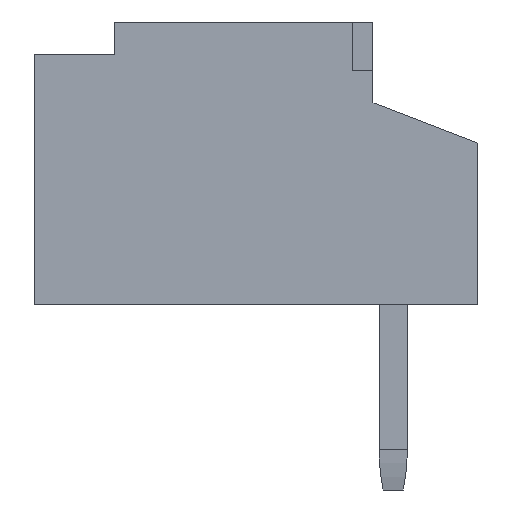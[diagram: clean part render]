
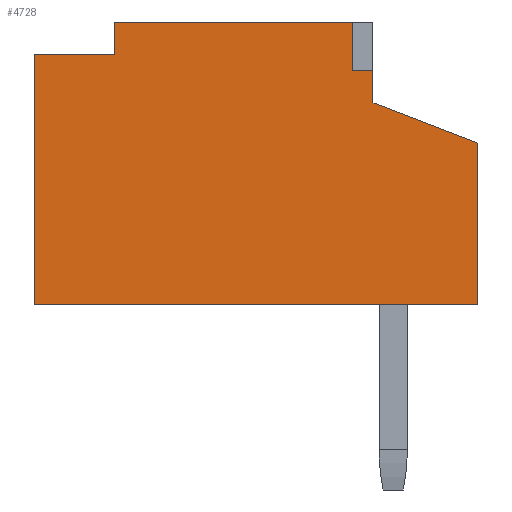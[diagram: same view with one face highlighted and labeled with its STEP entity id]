
A CAD part, left-side view. The second image highlights one B-rep face of the part: STEP entity #4728.
In plain terms, the highlighted planar face has unit normal (-1, 0, 0).
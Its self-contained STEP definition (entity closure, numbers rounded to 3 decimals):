
#9=DIRECTION('',(0.,0.,1.));
#10=VECTOR('',#9,2.);
#11=CARTESIAN_POINT('',(-6.5,-4.525,-1.9));
#12=LINE('',#11,#10);
#25=DIRECTION('',(0.,1.,0.));
#26=VECTOR('',#25,0.25);
#27=CARTESIAN_POINT('',(-6.5,-3.225,1.));
#28=LINE('',#27,#26);
#29=DIRECTION('',(0.,0.,-1.));
#30=VECTOR('',#29,0.4);
#31=CARTESIAN_POINT('',(-6.5,-3.225,1.));
#32=LINE('',#31,#30);
#33=DIRECTION('',(0.,0.933,0.359));
#34=VECTOR('',#33,1.393);
#35=CARTESIAN_POINT('',(-6.5,-4.525,0.1));
#36=LINE('',#35,#34);
#37=DIRECTION('',(0.,1.,0.));
#38=VECTOR('',#37,5.5);
#39=CARTESIAN_POINT('',(-6.5,-4.525,-1.9));
#40=LINE('',#39,#38);
#41=DIRECTION('',(0.,-1.,0.));
#42=VECTOR('',#41,1.);
#43=CARTESIAN_POINT('',(-6.5,0.975,1.2));
#44=LINE('',#43,#42);
#45=DIRECTION('',(0.,0.,-1.));
#46=VECTOR('',#45,0.4);
#47=CARTESIAN_POINT('',(-6.5,-0.025,1.6));
#48=LINE('',#47,#46);
#49=DIRECTION('',(0.,0.,-1.));
#50=VECTOR('',#49,0.6);
#51=CARTESIAN_POINT('',(-6.5,-2.975,1.6));
#52=LINE('',#51,#50);
#197=DIRECTION('',(0.,1.,0.));
#198=VECTOR('',#197,2.95);
#199=CARTESIAN_POINT('',(-6.5,-2.975,1.6));
#200=LINE('',#199,#198);
#289=DIRECTION('',(0.,0.,1.));
#290=VECTOR('',#289,3.1);
#291=CARTESIAN_POINT('',(-6.5,0.975,-1.9));
#292=LINE('',#291,#290);
#3565=CARTESIAN_POINT('',(-6.5,-4.525,-1.9));
#3566=CARTESIAN_POINT('',(-6.5,0.975,-1.9));
#3567=VERTEX_POINT('',#3565);
#3568=VERTEX_POINT('',#3566);
#3597=CARTESIAN_POINT('',(-6.5,-0.025,1.6));
#3598=CARTESIAN_POINT('',(-6.5,-0.025,1.2));
#3599=VERTEX_POINT('',#3597);
#3600=VERTEX_POINT('',#3598);
#3613=CARTESIAN_POINT('',(-6.5,0.975,1.2));
#3614=VERTEX_POINT('',#3613);
#4113=CARTESIAN_POINT('',(-6.5,-4.525,0.1));
#4115=VERTEX_POINT('',#4113);
#4121=CARTESIAN_POINT('',(-6.5,-3.225,0.6));
#4122=VERTEX_POINT('',#4121);
#4229=CARTESIAN_POINT('',(-6.5,-3.225,1.));
#4230=CARTESIAN_POINT('',(-6.5,-2.975,1.));
#4231=VERTEX_POINT('',#4229);
#4232=VERTEX_POINT('',#4230);
#4243=CARTESIAN_POINT('',(-6.5,-2.975,1.6));
#4244=VERTEX_POINT('',#4243);
#4703=CARTESIAN_POINT('',(-6.5,-4.525,-1.9));
#4704=DIRECTION('',(-1.,0.,0.));
#4705=DIRECTION('',(0.,0.,1.));
#4706=AXIS2_PLACEMENT_3D('',#4703,#4704,#4705);
#4707=PLANE('',#4706);
#4709=ORIENTED_EDGE('',*,*,#4708,.F.);
#4711=ORIENTED_EDGE('',*,*,#4710,.T.);
#4712=ORIENTED_EDGE('',*,*,#4679,.F.);
#4713=ORIENTED_EDGE('',*,*,#4652,.F.);
#4715=ORIENTED_EDGE('',*,*,#4714,.T.);
#4717=ORIENTED_EDGE('',*,*,#4716,.T.);
#4719=ORIENTED_EDGE('',*,*,#4718,.T.);
#4721=ORIENTED_EDGE('',*,*,#4720,.F.);
#4723=ORIENTED_EDGE('',*,*,#4722,.F.);
#4725=ORIENTED_EDGE('',*,*,#4724,.T.);
#4726=EDGE_LOOP('',(#4709,#4711,#4712,#4713,#4715,#4717,#4719,#4721,#4723,
#4725));
#4727=FACE_OUTER_BOUND('',#4726,.F.);
#4728=ADVANCED_FACE('',(#4727),#4707,.T.);
#4652=EDGE_CURVE('',#3567,#4115,#12,.T.);
#4679=EDGE_CURVE('',#4115,#4122,#36,.T.);
#4708=EDGE_CURVE('',#4231,#4232,#28,.T.);
#4710=EDGE_CURVE('',#4231,#4122,#32,.T.);
#4714=EDGE_CURVE('',#3567,#3568,#40,.T.);
#4716=EDGE_CURVE('',#3568,#3614,#292,.T.);
#4718=EDGE_CURVE('',#3614,#3600,#44,.T.);
#4720=EDGE_CURVE('',#3599,#3600,#48,.T.);
#4722=EDGE_CURVE('',#4244,#3599,#200,.T.);
#4724=EDGE_CURVE('',#4244,#4232,#52,.T.);
